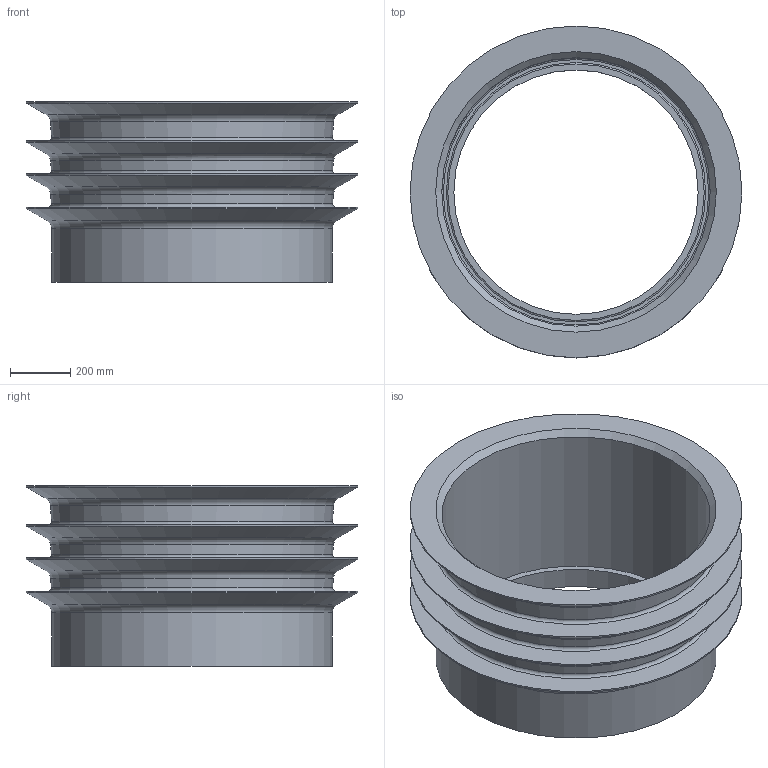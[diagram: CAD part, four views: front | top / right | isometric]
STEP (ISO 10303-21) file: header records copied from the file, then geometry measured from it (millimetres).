
FILE_DESCRIPTION(/* description */ (''),/* implementation_level */ '2;1');
FILE_NAME(/* name */ '00941.080X_3D.stp',/* time_stamp */ '2025-10-14T08:45:03+02:00',/* author */ ('N.Hausmann'),/* organization */ (''),/* preprocessor_version */ 'ST-DEVELOPER v20',/* originating_system */ 'AutoCAD Mechanical',/* authorisation */ '');
FILE_SCHEMA (('AUTOMOTIVE_DESIGN { 1 0 10303 214 3 1 1 }'));
Length unit declared in the file: centimetre
Products named in the file (2): Product; *S0
Assembly tree (1 placements, depth 2):
  Product
    *S0
Bounding box: 1100 x 1100 x 600 mm (x, y, z)
Volume: 71873732.6 mm3; surface area: 5646924 mm2
Topology: 1 solids, 1 shells, 32 faces, 70 edges, 45 vertices
Faces by surface type: torus 9, cylinder 8, cone 8, plane 7
Full cylindrical faces by diameter (mm): 810 x1, 850 x1, 890 x1, 930 x1, 1100 x4
Entity records: 955 total; most frequent: DIRECTION 194, CARTESIAN_POINT 150, ORIENTED_EDGE 140, AXIS2_PLACEMENT_3D 89, EDGE_CURVE 70, CIRCLE 54, VERTEX_POINT 45, EDGE_LOOP 39
